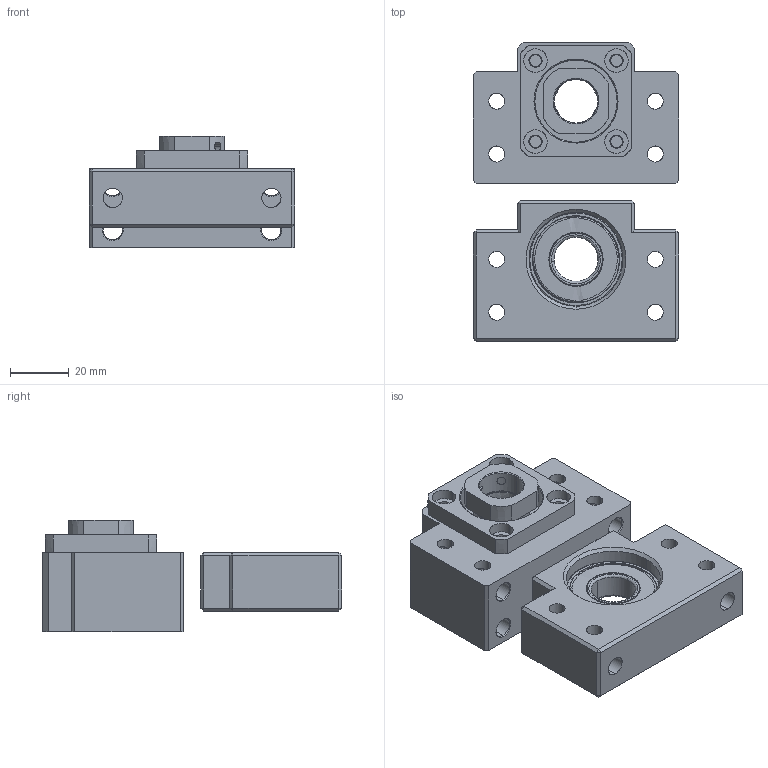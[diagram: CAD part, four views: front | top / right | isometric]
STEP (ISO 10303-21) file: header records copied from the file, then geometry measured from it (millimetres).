
FILE_DESCRIPTION (( 'STEP AP203' ), '1' );
FILE_NAME ('BK15 - BF15.STEP', '2021-08-18T17:52:41', ( '' ), ( '' ), 'SwSTEP 2.0', 'SolidWorks 2019', '' );
FILE_SCHEMA (( 'CONFIG_CONTROL_DESIGN' ));
Length unit declared in the file: millimetre
Products named in the file (3): BK15 - BF15; BK15; BF15
Assembly tree (2 placements, depth 2):
  BK15 - BF15
    BF15
    BK15
Bounding box: 70 x 101.84 x 38 mm (x, y, z)
Surface area: 45022.2 mm2 (no closed solid volume)
Topology: 0 solids, 13 shells, 349 faces, 972 edges, 628 vertices
Faces by surface type: bspline 122, cylinder 112, plane 105, cone 10
Entity records: 26290 total; most frequent: CARTESIAN_POINT 19311, ORIENTED_EDGE 1884, EDGE_CURVE 960, B_SPLINE_CURVE_WITH_KNOTS 757, VERTEX_POINT 628, DIRECTION 568, EDGE_LOOP 430, ADVANCED_FACE 349
